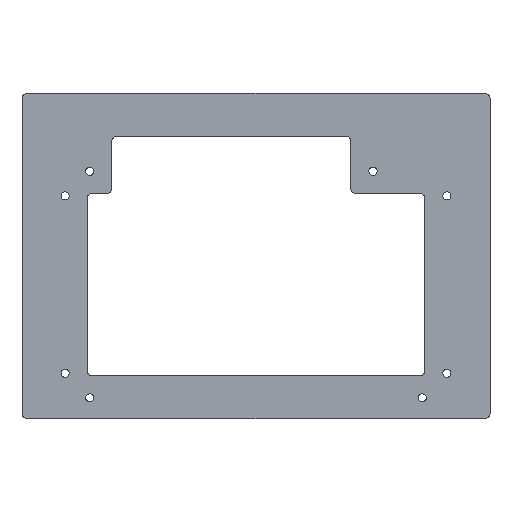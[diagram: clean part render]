
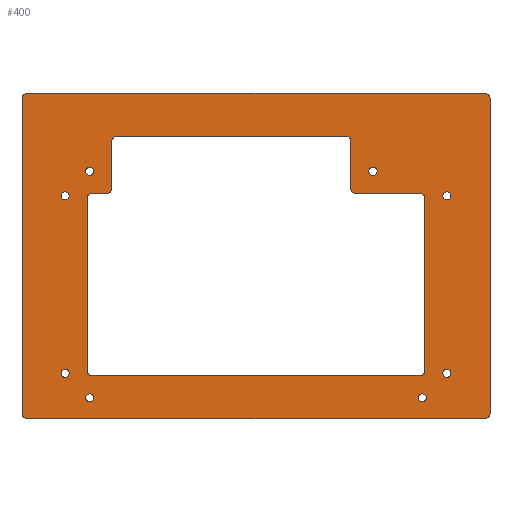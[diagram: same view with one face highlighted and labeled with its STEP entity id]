
A CAD part, front view. The second image highlights one B-rep face of the part: STEP entity #400.
In plain terms, the highlighted planar face has unit normal (0, -1, 0).
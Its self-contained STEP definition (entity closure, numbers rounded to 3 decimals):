
#24 = VERTEX_POINT('',#25);
#25 = CARTESIAN_POINT('',(-95.,-4.,-52.4));
#31 = EDGE_CURVE('',#24,#32,#34,.T.);
#32 = VERTEX_POINT('',#33);
#33 = CARTESIAN_POINT('',(-95.,-4.,75.6));
#34 = LINE('',#35,#36);
#35 = CARTESIAN_POINT('',(-95.,-4.,-52.4));
#36 = VECTOR('',#37,1.);
#37 = DIRECTION('',(0.,0.,1.));
#62 = EDGE_CURVE('',#24,#63,#65,.T.);
#63 = VERTEX_POINT('',#64);
#64 = CARTESIAN_POINT('',(-93.,-4.,-54.4));
#65 = CIRCLE('',#66,2.);
#66 = AXIS2_PLACEMENT_3D('',#67,#68,#69);
#67 = CARTESIAN_POINT('',(-93.,-4.,-52.4));
#68 = DIRECTION('',(0.,-1.,0.));
#69 = DIRECTION('',(1.,0.,0.));
#97 = VERTEX_POINT('',#98);
#98 = CARTESIAN_POINT('',(-93.,-4.,77.6));
#104 = EDGE_CURVE('',#97,#32,#105,.T.);
#105 = CIRCLE('',#106,2.);
#106 = AXIS2_PLACEMENT_3D('',#107,#108,#109);
#107 = CARTESIAN_POINT('',(-93.,-4.,75.6));
#108 = DIRECTION('',(0.,-1.,0.));
#109 = DIRECTION('',(1.,0.,0.));
#400 = ADVANCED_FACE('',(#401,#446,#457,#468,#479,#490,#501,#512,#650,
    #661),#672,.F.);
#401 = FACE_BOUND('',#402,.F.);
#402 = EDGE_LOOP('',(#403,#404,#405,#413,#422,#430,#439,#445));
#403 = ORIENTED_EDGE('',*,*,#31,.T.);
#404 = ORIENTED_EDGE('',*,*,#104,.F.);
#405 = ORIENTED_EDGE('',*,*,#406,.T.);
#406 = EDGE_CURVE('',#97,#407,#409,.T.);
#407 = VERTEX_POINT('',#408);
#408 = CARTESIAN_POINT('',(93.,-4.,77.6));
#409 = LINE('',#410,#411);
#410 = CARTESIAN_POINT('',(-93.,-4.,77.6));
#411 = VECTOR('',#412,1.);
#412 = DIRECTION('',(1.,0.,0.));
#413 = ORIENTED_EDGE('',*,*,#414,.F.);
#414 = EDGE_CURVE('',#415,#407,#417,.T.);
#415 = VERTEX_POINT('',#416);
#416 = CARTESIAN_POINT('',(95.,-4.,75.6));
#417 = CIRCLE('',#418,2.);
#418 = AXIS2_PLACEMENT_3D('',#419,#420,#421);
#419 = CARTESIAN_POINT('',(93.,-4.,75.6));
#420 = DIRECTION('',(0.,-1.,0.));
#421 = DIRECTION('',(1.,0.,0.));
#422 = ORIENTED_EDGE('',*,*,#423,.T.);
#423 = EDGE_CURVE('',#415,#424,#426,.T.);
#424 = VERTEX_POINT('',#425);
#425 = CARTESIAN_POINT('',(95.,-4.,-52.4));
#426 = LINE('',#427,#428);
#427 = CARTESIAN_POINT('',(95.,-4.,75.6));
#428 = VECTOR('',#429,1.);
#429 = DIRECTION('',(0.,0.,-1.));
#430 = ORIENTED_EDGE('',*,*,#431,.F.);
#431 = EDGE_CURVE('',#432,#424,#434,.T.);
#432 = VERTEX_POINT('',#433);
#433 = CARTESIAN_POINT('',(93.,-4.,-54.4));
#434 = CIRCLE('',#435,2.);
#435 = AXIS2_PLACEMENT_3D('',#436,#437,#438);
#436 = CARTESIAN_POINT('',(93.,-4.,-52.4));
#437 = DIRECTION('',(0.,-1.,0.));
#438 = DIRECTION('',(1.,0.,0.));
#439 = ORIENTED_EDGE('',*,*,#440,.T.);
#440 = EDGE_CURVE('',#432,#63,#441,.T.);
#441 = LINE('',#442,#443);
#442 = CARTESIAN_POINT('',(93.,-4.,-54.4));
#443 = VECTOR('',#444,1.);
#444 = DIRECTION('',(-1.,0.,0.));
#445 = ORIENTED_EDGE('',*,*,#62,.F.);
#446 = FACE_BOUND('',#447,.F.);
#447 = EDGE_LOOP('',(#448));
#448 = ORIENTED_EDGE('',*,*,#449,.T.);
#449 = EDGE_CURVE('',#450,#450,#452,.T.);
#450 = VERTEX_POINT('',#451);
#451 = CARTESIAN_POINT('',(-75.85,-4.,-36.));
#452 = CIRCLE('',#453,1.65);
#453 = AXIS2_PLACEMENT_3D('',#454,#455,#456);
#454 = CARTESIAN_POINT('',(-77.5,-4.,-36.));
#455 = DIRECTION('',(0.,-1.,0.));
#456 = DIRECTION('',(1.,0.,0.));
#457 = FACE_BOUND('',#458,.F.);
#458 = EDGE_LOOP('',(#459));
#459 = ORIENTED_EDGE('',*,*,#460,.T.);
#460 = EDGE_CURVE('',#461,#461,#463,.T.);
#461 = VERTEX_POINT('',#462);
#462 = CARTESIAN_POINT('',(-65.85,-4.,-46.));
#463 = CIRCLE('',#464,1.65);
#464 = AXIS2_PLACEMENT_3D('',#465,#466,#467);
#465 = CARTESIAN_POINT('',(-67.5,-4.,-46.));
#466 = DIRECTION('',(0.,-1.,0.));
#467 = DIRECTION('',(1.,0.,0.));
#468 = FACE_BOUND('',#469,.F.);
#469 = EDGE_LOOP('',(#470));
#470 = ORIENTED_EDGE('',*,*,#471,.T.);
#471 = EDGE_CURVE('',#472,#472,#474,.T.);
#472 = VERTEX_POINT('',#473);
#473 = CARTESIAN_POINT('',(-75.85,-4.,36.));
#474 = CIRCLE('',#475,1.65);
#475 = AXIS2_PLACEMENT_3D('',#476,#477,#478);
#476 = CARTESIAN_POINT('',(-77.5,-4.,36.));
#477 = DIRECTION('',(0.,-1.,0.));
#478 = DIRECTION('',(1.,0.,0.));
#479 = FACE_BOUND('',#480,.F.);
#480 = EDGE_LOOP('',(#481));
#481 = ORIENTED_EDGE('',*,*,#482,.T.);
#482 = EDGE_CURVE('',#483,#483,#485,.T.);
#483 = VERTEX_POINT('',#484);
#484 = CARTESIAN_POINT('',(-65.85,-4.,46.));
#485 = CIRCLE('',#486,1.65);
#486 = AXIS2_PLACEMENT_3D('',#487,#488,#489);
#487 = CARTESIAN_POINT('',(-67.5,-4.,46.));
#488 = DIRECTION('',(0.,-1.,0.));
#489 = DIRECTION('',(1.,0.,0.));
#490 = FACE_BOUND('',#491,.F.);
#491 = EDGE_LOOP('',(#492));
#492 = ORIENTED_EDGE('',*,*,#493,.T.);
#493 = EDGE_CURVE('',#494,#494,#496,.T.);
#494 = VERTEX_POINT('',#495);
#495 = CARTESIAN_POINT('',(69.15,-4.,-46.));
#496 = CIRCLE('',#497,1.65);
#497 = AXIS2_PLACEMENT_3D('',#498,#499,#500);
#498 = CARTESIAN_POINT('',(67.5,-4.,-46.));
#499 = DIRECTION('',(0.,-1.,0.));
#500 = DIRECTION('',(1.,0.,0.));
#501 = FACE_BOUND('',#502,.F.);
#502 = EDGE_LOOP('',(#503));
#503 = ORIENTED_EDGE('',*,*,#504,.T.);
#504 = EDGE_CURVE('',#505,#505,#507,.T.);
#505 = VERTEX_POINT('',#506);
#506 = CARTESIAN_POINT('',(79.15,-4.,-36.));
#507 = CIRCLE('',#508,1.65);
#508 = AXIS2_PLACEMENT_3D('',#509,#510,#511);
#509 = CARTESIAN_POINT('',(77.5,-4.,-36.));
#510 = DIRECTION('',(0.,-1.,0.));
#511 = DIRECTION('',(1.,0.,0.));
#512 = FACE_BOUND('',#513,.F.);
#513 = EDGE_LOOP('',(#514,#525,#533,#542,#550,#559,#567,#576,#584,#593,
    #601,#610,#618,#627,#635,#644));
#514 = ORIENTED_EDGE('',*,*,#515,.F.);
#515 = EDGE_CURVE('',#516,#518,#520,.T.);
#516 = VERTEX_POINT('',#517);
#517 = CARTESIAN_POINT('',(-68.5,-4.,35.));
#518 = VERTEX_POINT('',#519);
#519 = CARTESIAN_POINT('',(-66.5,-4.,37.));
#520 = CIRCLE('',#521,2.);
#521 = AXIS2_PLACEMENT_3D('',#522,#523,#524);
#522 = CARTESIAN_POINT('',(-66.5,-4.,35.));
#523 = DIRECTION('',(-0.,1.,0.));
#524 = DIRECTION('',(1.,0.,0.));
#525 = ORIENTED_EDGE('',*,*,#526,.T.);
#526 = EDGE_CURVE('',#516,#527,#529,.T.);
#527 = VERTEX_POINT('',#528);
#528 = CARTESIAN_POINT('',(-68.5,-4.,-35.));
#529 = LINE('',#530,#531);
#530 = CARTESIAN_POINT('',(-68.5,-4.,22.739));
#531 = VECTOR('',#532,1.);
#532 = DIRECTION('',(0.,0.,-1.));
#533 = ORIENTED_EDGE('',*,*,#534,.F.);
#534 = EDGE_CURVE('',#535,#527,#537,.T.);
#535 = VERTEX_POINT('',#536);
#536 = CARTESIAN_POINT('',(-66.5,-4.,-37.));
#537 = CIRCLE('',#538,2.);
#538 = AXIS2_PLACEMENT_3D('',#539,#540,#541);
#539 = CARTESIAN_POINT('',(-66.5,-4.,-35.));
#540 = DIRECTION('',(-0.,1.,0.));
#541 = DIRECTION('',(1.,0.,0.));
#542 = ORIENTED_EDGE('',*,*,#543,.T.);
#543 = EDGE_CURVE('',#535,#544,#546,.T.);
#544 = VERTEX_POINT('',#545);
#545 = CARTESIAN_POINT('',(66.5,-4.,-37.));
#546 = LINE('',#547,#548);
#547 = CARTESIAN_POINT('',(-33.371,-4.,-37.));
#548 = VECTOR('',#549,1.);
#549 = DIRECTION('',(1.,0.,0.));
#550 = ORIENTED_EDGE('',*,*,#551,.F.);
#551 = EDGE_CURVE('',#552,#544,#554,.T.);
#552 = VERTEX_POINT('',#553);
#553 = CARTESIAN_POINT('',(68.5,-4.,-35.));
#554 = CIRCLE('',#555,2.);
#555 = AXIS2_PLACEMENT_3D('',#556,#557,#558);
#556 = CARTESIAN_POINT('',(66.5,-4.,-35.));
#557 = DIRECTION('',(-0.,1.,0.));
#558 = DIRECTION('',(1.,0.,0.));
#559 = ORIENTED_EDGE('',*,*,#560,.T.);
#560 = EDGE_CURVE('',#552,#561,#563,.T.);
#561 = VERTEX_POINT('',#562);
#562 = CARTESIAN_POINT('',(68.5,-4.,35.));
#563 = LINE('',#564,#565);
#564 = CARTESIAN_POINT('',(68.5,-4.,-12.261));
#565 = VECTOR('',#566,1.);
#566 = DIRECTION('',(0.,0.,1.));
#567 = ORIENTED_EDGE('',*,*,#568,.F.);
#568 = EDGE_CURVE('',#569,#561,#571,.T.);
#569 = VERTEX_POINT('',#570);
#570 = CARTESIAN_POINT('',(66.5,-4.,37.));
#571 = CIRCLE('',#572,2.);
#572 = AXIS2_PLACEMENT_3D('',#573,#574,#575);
#573 = CARTESIAN_POINT('',(66.5,-4.,35.));
#574 = DIRECTION('',(-0.,1.,0.));
#575 = DIRECTION('',(1.,0.,0.));
#576 = ORIENTED_EDGE('',*,*,#577,.F.);
#577 = EDGE_CURVE('',#578,#569,#580,.T.);
#578 = VERTEX_POINT('',#579);
#579 = CARTESIAN_POINT('',(40.5,-4.,37.));
#580 = LINE('',#581,#582);
#581 = CARTESIAN_POINT('',(20.129,-4.,37.));
#582 = VECTOR('',#583,1.);
#583 = DIRECTION('',(1.,0.,0.));
#584 = ORIENTED_EDGE('',*,*,#585,.T.);
#585 = EDGE_CURVE('',#578,#586,#588,.T.);
#586 = VERTEX_POINT('',#587);
#587 = CARTESIAN_POINT('',(38.5,-4.,39.));
#588 = CIRCLE('',#589,2.);
#589 = AXIS2_PLACEMENT_3D('',#590,#591,#592);
#590 = CARTESIAN_POINT('',(40.5,-4.,39.));
#591 = DIRECTION('',(-0.,1.,0.));
#592 = DIRECTION('',(1.,0.,0.));
#593 = ORIENTED_EDGE('',*,*,#594,.F.);
#594 = EDGE_CURVE('',#595,#586,#597,.T.);
#595 = VERTEX_POINT('',#596);
#596 = CARTESIAN_POINT('',(38.5,-4.,58.2));
#597 = LINE('',#598,#599);
#598 = CARTESIAN_POINT('',(38.5,-4.,34.339));
#599 = VECTOR('',#600,1.);
#600 = DIRECTION('',(0.,0.,-1.));
#601 = ORIENTED_EDGE('',*,*,#602,.F.);
#602 = EDGE_CURVE('',#603,#595,#605,.T.);
#603 = VERTEX_POINT('',#604);
#604 = CARTESIAN_POINT('',(36.5,-4.,60.2));
#605 = CIRCLE('',#606,2.);
#606 = AXIS2_PLACEMENT_3D('',#607,#608,#609);
#607 = CARTESIAN_POINT('',(36.5,-4.,58.2));
#608 = DIRECTION('',(-0.,1.,0.));
#609 = DIRECTION('',(1.,0.,0.));
#610 = ORIENTED_EDGE('',*,*,#611,.F.);
#611 = EDGE_CURVE('',#612,#603,#614,.T.);
#612 = VERTEX_POINT('',#613);
#613 = CARTESIAN_POINT('',(-56.5,-4.,60.2));
#614 = LINE('',#615,#616);
#615 = CARTESIAN_POINT('',(-28.371,-4.,60.2));
#616 = VECTOR('',#617,1.);
#617 = DIRECTION('',(1.,0.,0.));
#618 = ORIENTED_EDGE('',*,*,#619,.F.);
#619 = EDGE_CURVE('',#620,#612,#622,.T.);
#620 = VERTEX_POINT('',#621);
#621 = CARTESIAN_POINT('',(-58.5,-4.,58.2));
#622 = CIRCLE('',#623,2.);
#623 = AXIS2_PLACEMENT_3D('',#624,#625,#626);
#624 = CARTESIAN_POINT('',(-56.5,-4.,58.2));
#625 = DIRECTION('',(-0.,1.,0.));
#626 = DIRECTION('',(1.,0.,0.));
#627 = ORIENTED_EDGE('',*,*,#628,.T.);
#628 = EDGE_CURVE('',#620,#629,#631,.T.);
#629 = VERTEX_POINT('',#630);
#630 = CARTESIAN_POINT('',(-58.5,-4.,39.));
#631 = LINE('',#632,#633);
#632 = CARTESIAN_POINT('',(-58.5,-4.,34.339));
#633 = VECTOR('',#634,1.);
#634 = DIRECTION('',(0.,0.,-1.));
#635 = ORIENTED_EDGE('',*,*,#636,.T.);
#636 = EDGE_CURVE('',#629,#637,#639,.T.);
#637 = VERTEX_POINT('',#638);
#638 = CARTESIAN_POINT('',(-60.5,-4.,37.));
#639 = CIRCLE('',#640,2.);
#640 = AXIS2_PLACEMENT_3D('',#641,#642,#643);
#641 = CARTESIAN_POINT('',(-60.5,-4.,39.));
#642 = DIRECTION('',(-0.,1.,0.));
#643 = DIRECTION('',(1.,0.,0.));
#644 = ORIENTED_EDGE('',*,*,#645,.F.);
#645 = EDGE_CURVE('',#518,#637,#646,.T.);
#646 = LINE('',#647,#648);
#647 = CARTESIAN_POINT('',(-33.371,-4.,37.));
#648 = VECTOR('',#649,1.);
#649 = DIRECTION('',(1.,0.,0.));
#650 = FACE_BOUND('',#651,.F.);
#651 = EDGE_LOOP('',(#652));
#652 = ORIENTED_EDGE('',*,*,#653,.T.);
#653 = EDGE_CURVE('',#654,#654,#656,.T.);
#654 = VERTEX_POINT('',#655);
#655 = CARTESIAN_POINT('',(49.15,-4.,46.));
#656 = CIRCLE('',#657,1.65);
#657 = AXIS2_PLACEMENT_3D('',#658,#659,#660);
#658 = CARTESIAN_POINT('',(47.5,-4.,46.));
#659 = DIRECTION('',(0.,-1.,0.));
#660 = DIRECTION('',(1.,0.,0.));
#661 = FACE_BOUND('',#662,.F.);
#662 = EDGE_LOOP('',(#663));
#663 = ORIENTED_EDGE('',*,*,#664,.T.);
#664 = EDGE_CURVE('',#665,#665,#667,.T.);
#665 = VERTEX_POINT('',#666);
#666 = CARTESIAN_POINT('',(79.15,-4.,36.));
#667 = CIRCLE('',#668,1.65);
#668 = AXIS2_PLACEMENT_3D('',#669,#670,#671);
#669 = CARTESIAN_POINT('',(77.5,-4.,36.));
#670 = DIRECTION('',(0.,-1.,0.));
#671 = DIRECTION('',(1.,0.,0.));
#672 = PLANE('',#673);
#673 = AXIS2_PLACEMENT_3D('',#674,#675,#676);
#674 = CARTESIAN_POINT('',(-0.242,-4.,10.478));
#675 = DIRECTION('',(0.,1.,0.));
#676 = DIRECTION('',(0.,0.,1.));
